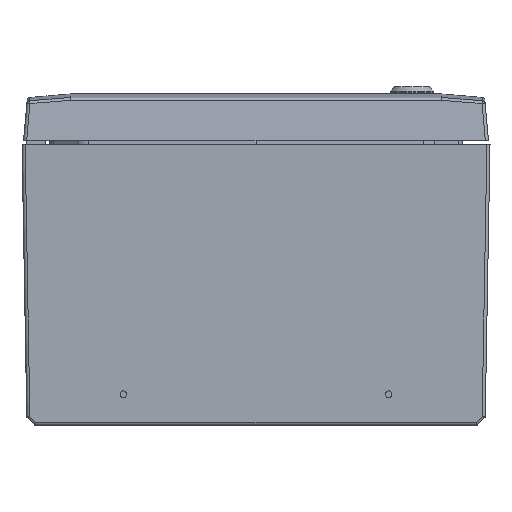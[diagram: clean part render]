
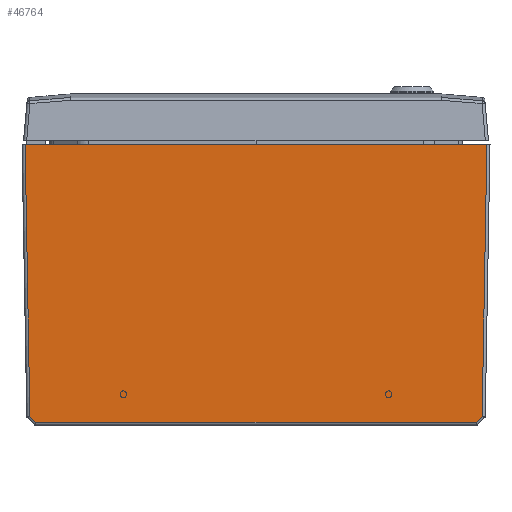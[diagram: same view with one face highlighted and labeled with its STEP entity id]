
A CAD part, front view. The second image highlights one B-rep face of the part: STEP entity #46764.
In plain terms, the highlighted planar face has unit normal (0, -1, -0.018).
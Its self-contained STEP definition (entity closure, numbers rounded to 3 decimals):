
#765 = EDGE_CURVE ( 'NONE', #42050, #26860, #39534, .T. ) ;
#1836 = EDGE_CURVE ( 'NONE', #54899, #63356, #7404, .T. ) ;
#4386 = ORIENTED_EDGE ( 'NONE', *, *, #62596, .T. ) ;
#4619 = LINE ( 'NONE', #24153, #36419 ) ;
#6761 = CARTESIAN_POINT ( 'NONE',  ( -141.03, -196.892, -178.035 ) ) ;
#7150 = CARTESIAN_POINT ( 'NONE',  ( 144.961, -196.961, -174.103 ) ) ;
#7395 = VECTOR ( 'NONE', #55418, 1000. ) ;
#7404 = LINE ( 'NONE', #42799, #35042 ) ;
#7527 = LINE ( 'NONE', #28379, #61141 ) ;
#8944 = DIRECTION ( 'NONE',  ( 1., 0., 0. ) ) ;
#13356 = DIRECTION ( 'NONE',  ( 0.707, -0.012, 0.707 ) ) ;
#14133 = EDGE_CURVE ( 'NONE', #26860, #18309, #32123, .T. ) ;
#15039 = CARTESIAN_POINT ( 'NONE',  ( 147.91, -199.909, -5.198 ) ) ;
#16637 = ORIENTED_EDGE ( 'NONE', *, *, #22387, .F. ) ;
#18309 = VERTEX_POINT ( 'NONE', #6761 ) ;
#22038 = PLANE ( 'NONE',  #31582 ) ;
#22387 = EDGE_CURVE ( 'NONE', #42050, #22972, #7527, .T. ) ;
#22972 = VERTEX_POINT ( 'NONE', #54753 ) ;
#24153 = CARTESIAN_POINT ( 'NONE',  ( -150., -196.892, -178.035 ) ) ;
#24987 = CARTESIAN_POINT ( 'NONE',  ( -148.001, -200.001, 0.035 ) ) ;
#25197 = ORIENTED_EDGE ( 'NONE', *, *, #765, .T. ) ;
#26860 = VERTEX_POINT ( 'NONE', #32585 ) ;
#27013 = DIRECTION ( 'NONE',  ( 0., 0.017, -1. ) ) ;
#28379 = CARTESIAN_POINT ( 'NONE',  ( -150., -200., 0. ) ) ;
#30722 = VECTOR ( 'NONE', #60717, 1000. ) ;
#31582 = AXIS2_PLACEMENT_3D ( 'NONE', #57463, #37246, #27013 ) ;
#32123 = LINE ( 'NONE', #51018, #50172 ) ;
#32585 = CARTESIAN_POINT ( 'NONE',  ( -144.961, -196.961, -174.103 ) ) ;
#35042 = VECTOR ( 'NONE', #13356, 1000. ) ;
#36419 = VECTOR ( 'NONE', #8944, 1000. ) ;
#37246 = DIRECTION ( 'NONE',  ( 0., -1., -0.017 ) ) ;
#38513 = EDGE_LOOP ( 'NONE', ( #62906, #63314, #16637, #25197, #47154, #4386 ) ) ;
#39534 = LINE ( 'NONE', #24987, #30722 ) ;
#40816 = LINE ( 'NONE', #15039, #7395 ) ;
#42050 = VERTEX_POINT ( 'NONE', #55958 ) ;
#42799 = CARTESIAN_POINT ( 'NONE',  ( 84.568, -195.907, -234.497 ) ) ;
#46764 = ADVANCED_FACE ( 'NONE', ( #57134 ), #22038, .T. ) ;
#47154 = ORIENTED_EDGE ( 'NONE', *, *, #14133, .T. ) ;
#49645 = EDGE_CURVE ( 'NONE', #63356, #22972, #40816, .T. ) ;
#50172 = VECTOR ( 'NONE', #56960, 1000. ) ;
#51018 = CARTESIAN_POINT ( 'NONE',  ( -234.545, -198.525, -84.519 ) ) ;
#53206 = DIRECTION ( 'NONE',  ( 1., 0., 0. ) ) ;
#54753 = CARTESIAN_POINT ( 'NONE',  ( 148., -200., 0. ) ) ;
#54899 = VERTEX_POINT ( 'NONE', #59898 ) ;
#55418 = DIRECTION ( 'NONE',  ( 0.017, -0.017, 1. ) ) ;
#55958 = CARTESIAN_POINT ( 'NONE',  ( -148., -200., 0. ) ) ;
#56960 = DIRECTION ( 'NONE',  ( 0.707, 0.012, -0.707 ) ) ;
#57134 = FACE_OUTER_BOUND ( 'NONE', #38513, .T. ) ;
#57463 = CARTESIAN_POINT ( 'NONE',  ( -150., -200., 0. ) ) ;
#59898 = CARTESIAN_POINT ( 'NONE',  ( 141.03, -196.892, -178.035 ) ) ;
#60717 = DIRECTION ( 'NONE',  ( 0.017, 0.017, -1. ) ) ;
#61141 = VECTOR ( 'NONE', #53206, 1000. ) ;
#62596 = EDGE_CURVE ( 'NONE', #18309, #54899, #4619, .T. ) ;
#62906 = ORIENTED_EDGE ( 'NONE', *, *, #1836, .T. ) ;
#63314 = ORIENTED_EDGE ( 'NONE', *, *, #49645, .T. ) ;
#63356 = VERTEX_POINT ( 'NONE', #7150 ) ;
